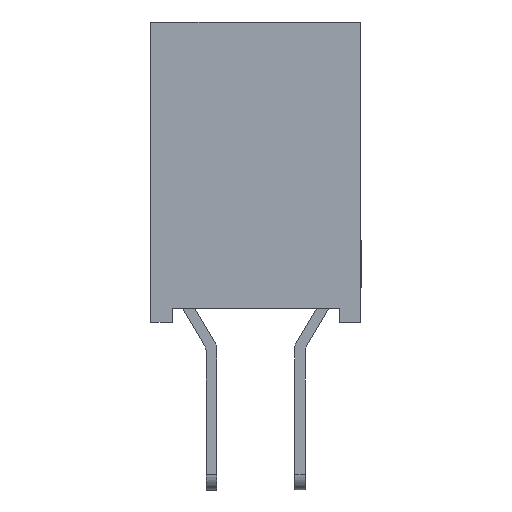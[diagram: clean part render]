
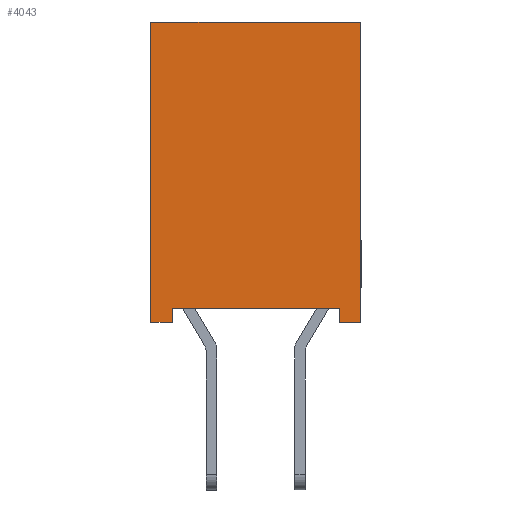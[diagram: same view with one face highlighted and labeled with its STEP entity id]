
A CAD part, left-side view. The second image highlights one B-rep face of the part: STEP entity #4043.
In plain terms, the highlighted planar face has unit normal (-1, 0, 0).
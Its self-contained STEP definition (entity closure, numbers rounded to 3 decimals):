
#51 = CARTESIAN_POINT ( 'NONE',  ( -1.47, 1.5, 0. ) ) ;
#188 = VERTEX_POINT ( 'NONE', #7926 ) ;
#325 = CARTESIAN_POINT ( 'NONE',  ( -1.47, 1.5, 4.3 ) ) ;
#428 = EDGE_CURVE ( 'NONE', #3630, #3261, #6890, .T. ) ;
#588 = LINE ( 'NONE', #13219, #16261 ) ;
#607 = DIRECTION ( 'NONE',  ( 0., 0., 1. ) ) ;
#1293 = DIRECTION ( 'NONE',  ( 0., 1., 0. ) ) ;
#2017 = DIRECTION ( 'NONE',  ( 0., 0., -1. ) ) ;
#2571 = CARTESIAN_POINT ( 'NONE',  ( -1.47, -1.5, 4.3 ) ) ;
#2607 = EDGE_CURVE ( 'NONE', #10377, #10332, #10093, .T. ) ;
#2929 = EDGE_CURVE ( 'NONE', #4610, #16826, #12120, .T. ) ;
#2994 = VECTOR ( 'NONE', #607, 1000. ) ;
#2996 = LINE ( 'NONE', #51, #9412 ) ;
#3167 = VECTOR ( 'NONE', #13743, 1000. ) ;
#3261 = VERTEX_POINT ( 'NONE', #9518 ) ;
#3313 = AXIS2_PLACEMENT_3D ( 'NONE', #13088, #15916, #3706 ) ;
#3368 = CARTESIAN_POINT ( 'NONE',  ( -1.47, -1.195, 0.203 ) ) ;
#3630 = VERTEX_POINT ( 'NONE', #4207 ) ;
#3670 = LINE ( 'NONE', #13239, #2994 ) ;
#3706 = DIRECTION ( 'NONE',  ( 0., 1., 0. ) ) ;
#4043 = ADVANCED_FACE ( 'NONE', ( #14503 ), #7669, .F. ) ;
#4077 = DIRECTION ( 'NONE',  ( 0., 0., -1. ) ) ;
#4163 = CARTESIAN_POINT ( 'NONE',  ( -1.47, 1.195, -0.203 ) ) ;
#4207 = CARTESIAN_POINT ( 'NONE',  ( -1.47, -1.195, 0. ) ) ;
#4252 = LINE ( 'NONE', #4163, #9263 ) ;
#4610 = VERTEX_POINT ( 'NONE', #3368 ) ;
#4677 = ORIENTED_EDGE ( 'NONE', *, *, #428, .T. ) ;
#4697 = EDGE_CURVE ( 'NONE', #10377, #12682, #7527, .T. ) ;
#4942 = EDGE_LOOP ( 'NONE', ( #17381, #12822, #4677, #6811, #16879, #13848, #5623, #8337 ) ) ;
#5623 = ORIENTED_EDGE ( 'NONE', *, *, #5879, .T. ) ;
#5879 = EDGE_CURVE ( 'NONE', #12682, #188, #2996, .T. ) ;
#6811 = ORIENTED_EDGE ( 'NONE', *, *, #10489, .F. ) ;
#6890 = LINE ( 'NONE', #15079, #3167 ) ;
#7405 = CARTESIAN_POINT ( 'NONE',  ( -1.47, 1.5, 4.3 ) ) ;
#7498 = DIRECTION ( 'NONE',  ( 0., -1., 0. ) ) ;
#7527 = LINE ( 'NONE', #13136, #17319 ) ;
#7612 = EDGE_CURVE ( 'NONE', #16826, #188, #4252, .T. ) ;
#7669 = PLANE ( 'NONE',  #3313 ) ;
#7926 = CARTESIAN_POINT ( 'NONE',  ( -1.47, 1.195, 0. ) ) ;
#8337 = ORIENTED_EDGE ( 'NONE', *, *, #7612, .F. ) ;
#8579 = CARTESIAN_POINT ( 'NONE',  ( -1.47, 1.5, 0. ) ) ;
#9263 = VECTOR ( 'NONE', #4077, 1000. ) ;
#9412 = VECTOR ( 'NONE', #11075, 1000. ) ;
#9518 = CARTESIAN_POINT ( 'NONE',  ( -1.47, -1.5, 0. ) ) ;
#10093 = LINE ( 'NONE', #7405, #15685 ) ;
#10332 = VERTEX_POINT ( 'NONE', #2571 ) ;
#10377 = VERTEX_POINT ( 'NONE', #325 ) ;
#10489 = EDGE_CURVE ( 'NONE', #10332, #3261, #588, .T. ) ;
#11075 = DIRECTION ( 'NONE',  ( 0., -1., 0. ) ) ;
#12120 = LINE ( 'NONE', #13619, #15410 ) ;
#12682 = VERTEX_POINT ( 'NONE', #8579 ) ;
#12822 = ORIENTED_EDGE ( 'NONE', *, *, #17201, .F. ) ;
#13088 = CARTESIAN_POINT ( 'NONE',  ( -1.47, 1.5, 4.3 ) ) ;
#13136 = CARTESIAN_POINT ( 'NONE',  ( -1.47, 1.5, 4.3 ) ) ;
#13219 = CARTESIAN_POINT ( 'NONE',  ( -1.47, -1.5, 4.3 ) ) ;
#13239 = CARTESIAN_POINT ( 'NONE',  ( -1.47, -1.195, -0.203 ) ) ;
#13619 = CARTESIAN_POINT ( 'NONE',  ( -1.47, -1.195, 0.203 ) ) ;
#13743 = DIRECTION ( 'NONE',  ( 0., -1., 0. ) ) ;
#13848 = ORIENTED_EDGE ( 'NONE', *, *, #4697, .T. ) ;
#14503 = FACE_OUTER_BOUND ( 'NONE', #4942, .T. ) ;
#15079 = CARTESIAN_POINT ( 'NONE',  ( -1.47, 1.5, 0. ) ) ;
#15410 = VECTOR ( 'NONE', #1293, 1000. ) ;
#15615 = DIRECTION ( 'NONE',  ( 0., 0., -1. ) ) ;
#15685 = VECTOR ( 'NONE', #7498, 1000. ) ;
#15916 = DIRECTION ( 'NONE',  ( 1., 0., 0. ) ) ;
#15996 = CARTESIAN_POINT ( 'NONE',  ( -1.47, 1.195, 0.203 ) ) ;
#16261 = VECTOR ( 'NONE', #2017, 1000. ) ;
#16826 = VERTEX_POINT ( 'NONE', #15996 ) ;
#16879 = ORIENTED_EDGE ( 'NONE', *, *, #2607, .F. ) ;
#17201 = EDGE_CURVE ( 'NONE', #3630, #4610, #3670, .T. ) ;
#17319 = VECTOR ( 'NONE', #15615, 1000. ) ;
#17381 = ORIENTED_EDGE ( 'NONE', *, *, #2929, .F. ) ;
